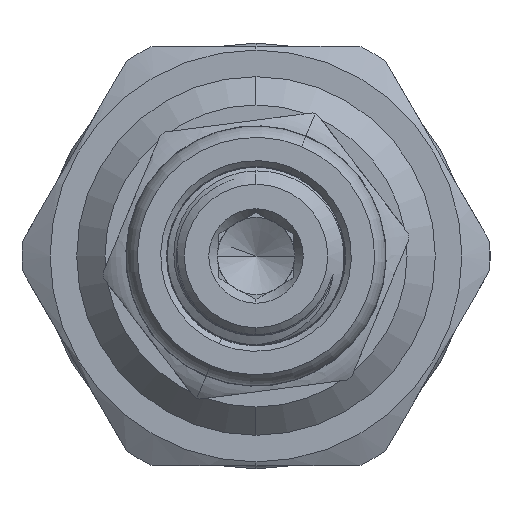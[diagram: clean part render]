
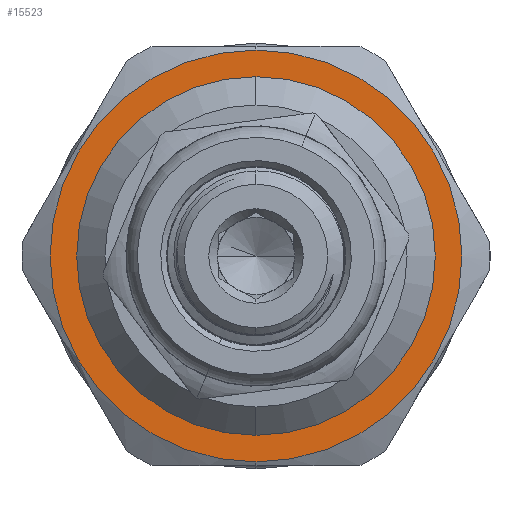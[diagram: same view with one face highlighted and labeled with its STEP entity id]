
A CAD part, left-side view. The second image highlights one B-rep face of the part: STEP entity #15523.
In plain terms, the highlighted planar face has unit normal (-1, 0, 0).
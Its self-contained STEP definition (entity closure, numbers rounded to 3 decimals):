
#2349 = ORIENTED_EDGE ( 'NONE', *, *, #19766, .F. ) ;
#2352 = ORIENTED_EDGE ( 'NONE', *, *, #19140, .F. ) ;
#2464 = ORIENTED_EDGE ( 'NONE', *, *, #19121, .T. ) ;
#2465 = ORIENTED_EDGE ( 'NONE', *, *, #19441, .T. ) ;
#2881 = AXIS2_PLACEMENT_3D ( 'NONE', #10161, #10146, #10144 ) ;
#4318 = CARTESIAN_POINT ( 'NONE',  ( -189.159, 0., 0. ) ) ;
#4319 = DIRECTION ( 'NONE',  ( -1., 0., 0. ) ) ;
#4320 = DIRECTION ( 'NONE',  ( 0., 0., 1. ) ) ;
#4380 = CARTESIAN_POINT ( 'NONE',  ( -189.159, 0., 0. ) ) ;
#4381 = DIRECTION ( 'NONE',  ( -1., 0., 0. ) ) ;
#4382 = DIRECTION ( 'NONE',  ( 0., 0., 1. ) ) ;
#4602 = CARTESIAN_POINT ( 'NONE',  ( -189.159, 0., 0. ) ) ;
#4603 = DIRECTION ( 'NONE',  ( -1., 0., 0. ) ) ;
#4604 = DIRECTION ( 'NONE',  ( 0., 0., 1. ) ) ;
#5221 = CARTESIAN_POINT ( 'NONE',  ( -189.159, 0., 9.5 ) ) ;
#10144 = DIRECTION ( 'NONE',  ( 0., 0., -1. ) ) ;
#10146 = DIRECTION ( 'NONE',  ( 1., 0., 0. ) ) ;
#10159 = PLANE ( 'NONE',  #2881 ) ;
#10161 = CARTESIAN_POINT ( 'NONE',  ( -189.159, 9.5, 0. ) ) ;
#11838 = CIRCLE ( 'NONE', #20435, 10.91 ) ;
#11849 = CIRCLE ( 'NONE', #20369, 9.5 ) ;
#12032 = CIRCLE ( 'NONE', #20491, 10.91 ) ;
#12234 = CIRCLE ( 'NONE', #20545, 9.5 ) ;
#13719 = EDGE_LOOP ( 'NONE', ( #2349, #2352 ) ) ;
#14407 = EDGE_LOOP ( 'NONE', ( #2464, #2465 ) ) ;
#15523 = ADVANCED_FACE ( 'NONE', ( #19418, #19309 ), #10159, .F. ) ;
#15744 = VERTEX_POINT ( 'NONE', #21612 ) ;
#15767 = VERTEX_POINT ( 'NONE', #21598 ) ;
#15846 = VERTEX_POINT ( 'NONE', #21534 ) ;
#18176 = CARTESIAN_POINT ( 'NONE',  ( -189.159, 0., 0. ) ) ;
#18177 = DIRECTION ( 'NONE',  ( -1., 0., 0. ) ) ;
#18178 = DIRECTION ( 'NONE',  ( 0., 0., 1. ) ) ;
#19121 = EDGE_CURVE ( 'NONE', #15744, #15767, #11838, .T. ) ;
#19140 = EDGE_CURVE ( 'NONE', #15846, #20263, #11849, .T. ) ;
#19309 = FACE_OUTER_BOUND ( 'NONE', #14407, .T. ) ;
#19418 = FACE_BOUND ( 'NONE', #13719, .T. ) ;
#19441 = EDGE_CURVE ( 'NONE', #15767, #15744, #12032, .T. ) ;
#19766 = EDGE_CURVE ( 'NONE', #20263, #15846, #12234, .T. ) ;
#20263 = VERTEX_POINT ( 'NONE', #5221 ) ;
#20369 = AXIS2_PLACEMENT_3D ( 'NONE', #4380, #4381, #4382 ) ;
#20435 = AXIS2_PLACEMENT_3D ( 'NONE', #4318, #4319, #4320 ) ;
#20491 = AXIS2_PLACEMENT_3D ( 'NONE', #4602, #4603, #4604 ) ;
#20545 = AXIS2_PLACEMENT_3D ( 'NONE', #18176, #18177, #18178 ) ;
#21534 = CARTESIAN_POINT ( 'NONE',  ( -189.159, 0., -9.5 ) ) ;
#21598 = CARTESIAN_POINT ( 'NONE',  ( -189.159, 0., 10.91 ) ) ;
#21612 = CARTESIAN_POINT ( 'NONE',  ( -189.159, 0., -10.91 ) ) ;
